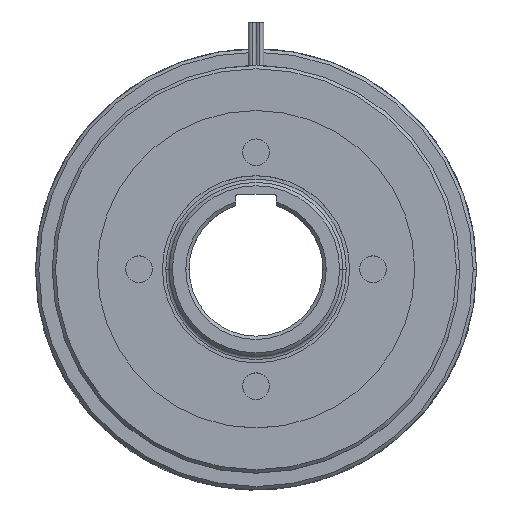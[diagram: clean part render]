
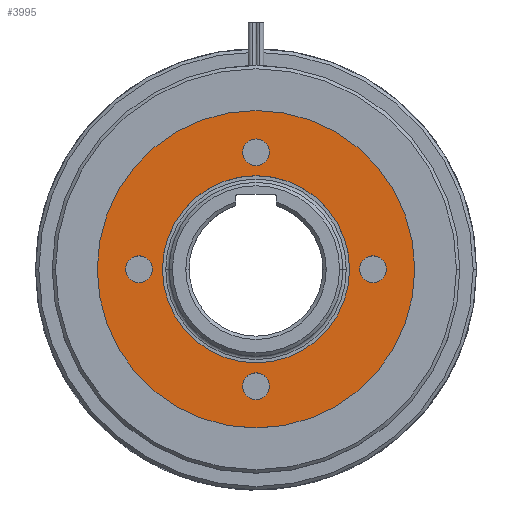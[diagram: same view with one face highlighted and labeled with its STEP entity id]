
A CAD part, top view. The second image highlights one B-rep face of the part: STEP entity #3995.
In plain terms, the highlighted planar face has unit normal (0, 0, 1).
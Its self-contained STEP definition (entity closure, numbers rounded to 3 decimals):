
#493 = CARTESIAN_POINT ( 'NONE',  ( -4., -35., 28. ) ) ;
#499 = DIRECTION ( 'NONE',  ( 0., 0., 1. ) ) ;
#500 = FACE_OUTER_BOUND ( 'NONE', #3986, .T. ) ;
#501 = FACE_BOUND ( 'NONE', #3954, .T. ) ;
#502 = FACE_BOUND ( 'NONE', #3968, .T. ) ;
#503 = FACE_BOUND ( 'NONE', #3964, .T. ) ;
#505 = DIRECTION ( 'NONE',  ( 1., 0., 0. ) ) ;
#509 = PLANE ( 'NONE',  #515 ) ;
#513 = CARTESIAN_POINT ( 'NONE',  ( 0., 0., 28. ) ) ;
#515 = AXIS2_PLACEMENT_3D ( 'NONE', #513, #499, #505 ) ;
#519 = CARTESIAN_POINT ( 'NONE',  ( 31., 0., 28. ) ) ;
#520 = FACE_BOUND ( 'NONE', #3982, .T. ) ;
#521 = FACE_BOUND ( 'NONE', #4000, .T. ) ;
#533 = CIRCLE ( 'NONE', #548, 28. ) ;
#535 = DIRECTION ( 'NONE',  ( 1., 0., 0. ) ) ;
#536 = DIRECTION ( 'NONE',  ( 0., 0., 1. ) ) ;
#547 = DIRECTION ( 'NONE',  ( 1., 0., 0. ) ) ;
#548 = AXIS2_PLACEMENT_3D ( 'NONE', #549, #536, #535 ) ;
#549 = CARTESIAN_POINT ( 'NONE',  ( 0., 0., 28. ) ) ;
#550 = CARTESIAN_POINT ( 'NONE',  ( 0., 0., 28. ) ) ;
#551 = CARTESIAN_POINT ( 'NONE',  ( -28., 0., 28. ) ) ;
#560 = CIRCLE ( 'NONE', #585, 47.5 ) ;
#561 = CARTESIAN_POINT ( 'NONE',  ( 28., 0., 28. ) ) ;
#579 = DIRECTION ( 'NONE',  ( 0., 0., 1. ) ) ;
#585 = AXIS2_PLACEMENT_3D ( 'NONE', #550, #579, #547 ) ;
#588 = CARTESIAN_POINT ( 'NONE',  ( -35., 0., 28. ) ) ;
#589 = CARTESIAN_POINT ( 'NONE',  ( -47.5, 0., 28. ) ) ;
#590 = CIRCLE ( 'NONE', #611, 4. ) ;
#595 = CARTESIAN_POINT ( 'NONE',  ( 47.5, 0., 28. ) ) ;
#596 = DIRECTION ( 'NONE',  ( 0., 1., 0. ) ) ;
#597 = DIRECTION ( 'NONE',  ( 0., 0., 1. ) ) ;
#611 = AXIS2_PLACEMENT_3D ( 'NONE', #588, #597, #596 ) ;
#720 = CARTESIAN_POINT ( 'NONE',  ( 39., 0., 28. ) ) ;
#721 = DIRECTION ( 'NONE',  ( 0., -1., 0. ) ) ;
#722 = DIRECTION ( 'NONE',  ( 0., 0., 1. ) ) ;
#723 = CARTESIAN_POINT ( 'NONE',  ( 35., 0., 28. ) ) ;
#724 = AXIS2_PLACEMENT_3D ( 'NONE', #723, #722, #721 ) ;
#732 = CIRCLE ( 'NONE', #724, 4. ) ;
#836 = CARTESIAN_POINT ( 'NONE',  ( -4., 35., 28. ) ) ;
#861 = CARTESIAN_POINT ( 'NONE',  ( -31., 0., 28. ) ) ;
#875 = DIRECTION ( 'NONE',  ( 0., 1., 0. ) ) ;
#876 = DIRECTION ( 'NONE',  ( 0., 0., 1. ) ) ;
#877 = CARTESIAN_POINT ( 'NONE',  ( -35., 0., 28. ) ) ;
#878 = AXIS2_PLACEMENT_3D ( 'NONE', #877, #876, #875 ) ;
#879 = CIRCLE ( 'NONE', #878, 4. ) ;
#882 = CARTESIAN_POINT ( 'NONE',  ( 4., 35., 28. ) ) ;
#883 = DIRECTION ( 'NONE',  ( 1., 0., 0. ) ) ;
#884 = DIRECTION ( 'NONE',  ( 0., 0., 1. ) ) ;
#885 = CARTESIAN_POINT ( 'NONE',  ( 0., 0., 28. ) ) ;
#886 = AXIS2_PLACEMENT_3D ( 'NONE', #885, #884, #883 ) ;
#887 = CIRCLE ( 'NONE', #886, 28. ) ;
#909 = DIRECTION ( 'NONE',  ( -1., 0., 0. ) ) ;
#910 = DIRECTION ( 'NONE',  ( 0., 0., 1. ) ) ;
#911 = CARTESIAN_POINT ( 'NONE',  ( 0., -35., 28. ) ) ;
#912 = AXIS2_PLACEMENT_3D ( 'NONE', #911, #910, #909 ) ;
#913 = CIRCLE ( 'NONE', #912, 4. ) ;
#919 = DIRECTION ( 'NONE',  ( 1., 0., 0. ) ) ;
#920 = DIRECTION ( 'NONE',  ( 0., 0., 1. ) ) ;
#921 = CARTESIAN_POINT ( 'NONE',  ( 0., 0., 28. ) ) ;
#922 = AXIS2_PLACEMENT_3D ( 'NONE', #921, #920, #919 ) ;
#927 = CIRCLE ( 'NONE', #922, 47.5 ) ;
#936 = DIRECTION ( 'NONE',  ( 0., -1., 0. ) ) ;
#937 = DIRECTION ( 'NONE',  ( 0., 0., 1. ) ) ;
#938 = CARTESIAN_POINT ( 'NONE',  ( 35., 0., 28. ) ) ;
#939 = AXIS2_PLACEMENT_3D ( 'NONE', #938, #937, #936 ) ;
#940 = CIRCLE ( 'NONE', #939, 4. ) ;
#953 = DIRECTION ( 'NONE',  ( 0., 0., 1. ) ) ;
#954 = CARTESIAN_POINT ( 'NONE',  ( 0., -35., 28. ) ) ;
#1002 = DIRECTION ( 'NONE',  ( -1., 0., 0. ) ) ;
#1037 = DIRECTION ( 'NONE',  ( 1., 0., 0. ) ) ;
#1038 = DIRECTION ( 'NONE',  ( 0., 0., 1. ) ) ;
#1039 = AXIS2_PLACEMENT_3D ( 'NONE', #1046, #1038, #1037 ) ;
#1040 = CIRCLE ( 'NONE', #1039, 4. ) ;
#1046 = CARTESIAN_POINT ( 'NONE',  ( 0., 35., 28. ) ) ;
#1049 = CARTESIAN_POINT ( 'NONE',  ( -39., 0., 28. ) ) ;
#1084 = CIRCLE ( 'NONE', #1086, 4. ) ;
#1086 = AXIS2_PLACEMENT_3D ( 'NONE', #954, #953, #1002 ) ;
#1098 = DIRECTION ( 'NONE',  ( 1., 0., 0. ) ) ;
#1099 = DIRECTION ( 'NONE',  ( 0., 0., 1. ) ) ;
#1100 = CARTESIAN_POINT ( 'NONE',  ( 0., 35., 28. ) ) ;
#1101 = AXIS2_PLACEMENT_3D ( 'NONE', #1100, #1099, #1098 ) ;
#1102 = CIRCLE ( 'NONE', #1101, 4. ) ;
#3142 = CARTESIAN_POINT ( 'NONE',  ( 4., -35., 28. ) ) ;
#3696 = VERTEX_POINT ( 'NONE', #3142 ) ;
#3855 = EDGE_CURVE ( 'NONE', #3894, #3856, #732, .T. ) ;
#3856 = VERTEX_POINT ( 'NONE', #720 ) ;
#3859 = VERTEX_POINT ( 'NONE', #836 ) ;
#3879 = VERTEX_POINT ( 'NONE', #493 ) ;
#3894 = VERTEX_POINT ( 'NONE', #519 ) ;
#3897 = EDGE_CURVE ( 'NONE', #3879, #3696, #1084, .T. ) ;
#3908 = VERTEX_POINT ( 'NONE', #1049 ) ;
#3913 = EDGE_CURVE ( 'NONE', #3859, #3927, #1040, .T. ) ;
#3927 = VERTEX_POINT ( 'NONE', #882 ) ;
#3928 = EDGE_CURVE ( 'NONE', #3908, #3934, #879, .T. ) ;
#3934 = VERTEX_POINT ( 'NONE', #861 ) ;
#3954 = EDGE_LOOP ( 'NONE', ( #3955, #3957 ) ) ;
#3955 = ORIENTED_EDGE ( 'NONE', *, *, #3956, .F. ) ;
#3956 = EDGE_CURVE ( 'NONE', #3856, #3894, #940, .T. ) ;
#3957 = ORIENTED_EDGE ( 'NONE', *, *, #3855, .F. ) ;
#3961 = EDGE_CURVE ( 'NONE', #4042, #4047, #927, .T. ) ;
#3964 = EDGE_LOOP ( 'NONE', ( #3965, #3967 ) ) ;
#3965 = ORIENTED_EDGE ( 'NONE', *, *, #3966, .F. ) ;
#3966 = EDGE_CURVE ( 'NONE', #3696, #3879, #913, .T. ) ;
#3967 = ORIENTED_EDGE ( 'NONE', *, *, #3897, .F. ) ;
#3968 = EDGE_LOOP ( 'NONE', ( #4045, #3999 ) ) ;
#3980 = EDGE_CURVE ( 'NONE', #3927, #3859, #1102, .T. ) ;
#3981 = ORIENTED_EDGE ( 'NONE', *, *, #3913, .F. ) ;
#3982 = EDGE_LOOP ( 'NONE', ( #3983, #3984 ) ) ;
#3983 = ORIENTED_EDGE ( 'NONE', *, *, #4024, .F. ) ;
#3984 = ORIENTED_EDGE ( 'NONE', *, *, #3985, .F. ) ;
#3985 = EDGE_CURVE ( 'NONE', #4026, #4025, #887, .T. ) ;
#3986 = EDGE_LOOP ( 'NONE', ( #4010, #4011 ) ) ;
#3995 = ADVANCED_FACE ( 'NONE', ( #501, #503, #502, #521, #520, #500 ), #509, .T. ) ;
#3999 = ORIENTED_EDGE ( 'NONE', *, *, #3928, .F. ) ;
#4000 = EDGE_LOOP ( 'NONE', ( #4001, #3981 ) ) ;
#4001 = ORIENTED_EDGE ( 'NONE', *, *, #3980, .F. ) ;
#4010 = ORIENTED_EDGE ( 'NONE', *, *, #4029, .T. ) ;
#4011 = ORIENTED_EDGE ( 'NONE', *, *, #3961, .T. ) ;
#4024 = EDGE_CURVE ( 'NONE', #4025, #4026, #533, .T. ) ;
#4025 = VERTEX_POINT ( 'NONE', #551 ) ;
#4026 = VERTEX_POINT ( 'NONE', #561 ) ;
#4029 = EDGE_CURVE ( 'NONE', #4047, #4042, #560, .T. ) ;
#4042 = VERTEX_POINT ( 'NONE', #589 ) ;
#4045 = ORIENTED_EDGE ( 'NONE', *, *, #4046, .F. ) ;
#4046 = EDGE_CURVE ( 'NONE', #3934, #3908, #590, .T. ) ;
#4047 = VERTEX_POINT ( 'NONE', #595 ) ;
